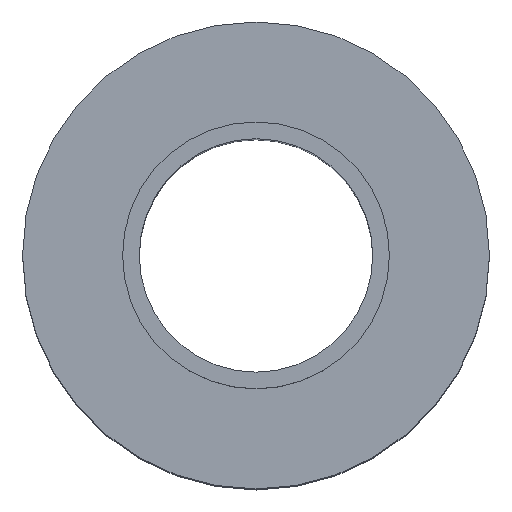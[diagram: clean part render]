
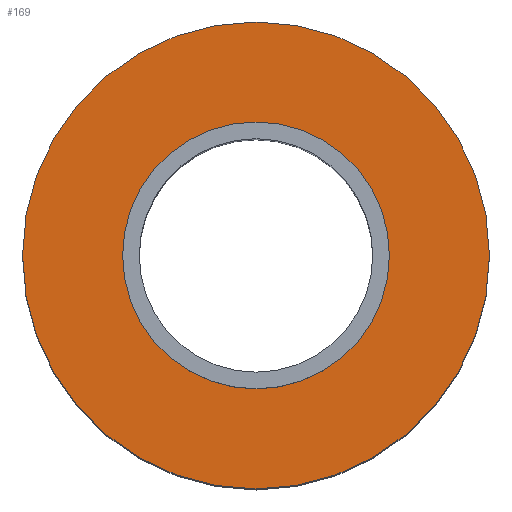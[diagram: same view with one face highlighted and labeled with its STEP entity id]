
A CAD part, top view. The second image highlights one B-rep face of the part: STEP entity #169.
In plain terms, the highlighted planar face has unit normal (0, 0, 1).
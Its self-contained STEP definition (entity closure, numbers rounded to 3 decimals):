
#20=FACE_BOUND('',#56,.T.);
#26=PLANE('',#214);
#38=FACE_OUTER_BOUND('',#55,.T.);
#55=EDGE_LOOP('',(#150));
#56=EDGE_LOOP('',(#151));
#70=CIRCLE('',#192,2.);
#78=CIRCLE('',#205,3.5);
#83=VERTEX_POINT('',#277);
#91=VERTEX_POINT('',#300);
#97=EDGE_CURVE('',#83,#83,#70,.T.);
#107=EDGE_CURVE('',#91,#91,#78,.T.);
#150=ORIENTED_EDGE('',*,*,#107,.F.);
#151=ORIENTED_EDGE('',*,*,#97,.T.);
#169=ADVANCED_FACE('',(#38,#20),#26,.T.);
#192=AXIS2_PLACEMENT_3D('',#279,#222,#223);
#205=AXIS2_PLACEMENT_3D('',#302,#250,#251);
#214=AXIS2_PLACEMENT_3D('',#317,#271,#272);
#222=DIRECTION('center_axis',(0.,0.,-1.));
#223=DIRECTION('ref_axis',(-1.,0.,0.));
#250=DIRECTION('center_axis',(0.,0.,-1.));
#251=DIRECTION('ref_axis',(-1.,0.,0.));
#271=DIRECTION('center_axis',(0.,0.,1.));
#272=DIRECTION('ref_axis',(1.,0.,0.));
#277=CARTESIAN_POINT('',(2.,0.,9.));
#279=CARTESIAN_POINT('Origin',(0.,0.,9.));
#300=CARTESIAN_POINT('',(3.5,0.,9.));
#302=CARTESIAN_POINT('Origin',(0.,0.,9.));
#317=CARTESIAN_POINT('Origin',(0.,0.,9.));
